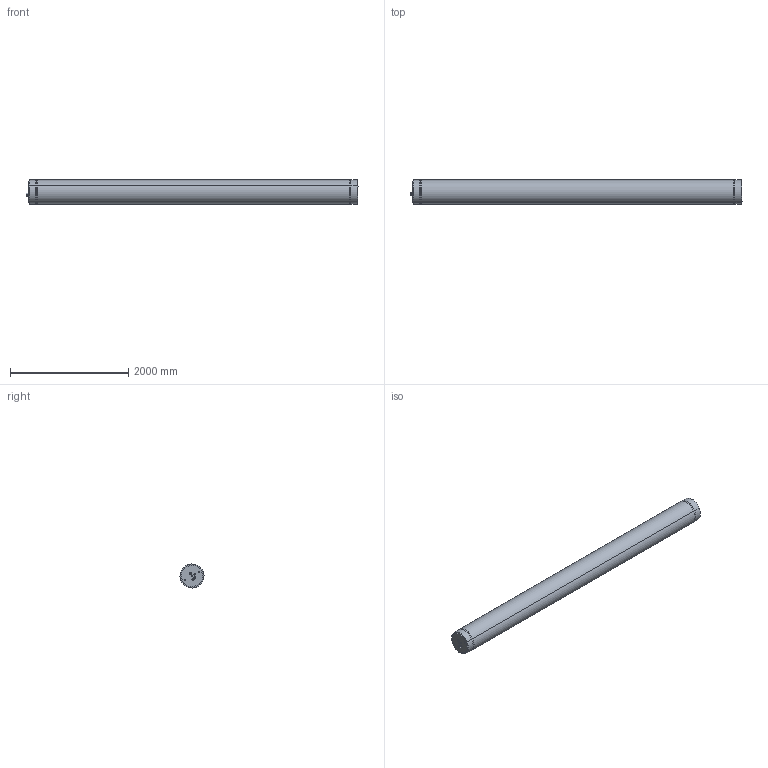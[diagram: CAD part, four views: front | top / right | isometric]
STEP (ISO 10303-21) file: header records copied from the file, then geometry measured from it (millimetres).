
FILE_DESCRIPTION (( 'STEP AP203' ), '1' );
FILE_NAME ('EHP5000-250-350CSKCDTP.STEP', '2022-01-17T08:53:32', ( '' ), ( '' ), 'SwSTEP 2.0', 'SolidWorks 2017', '' );
FILE_SCHEMA (( 'CONFIG_CONTROL_DESIGN' ));
Length unit declared in the file: millimetre
Products named in the file (1): EHP5000-250-350CSKCDTP
Bounding box: 5604 x 406.19 x 406.19 mm (x, y, z)
Surface area: 7416273 mm2 (no closed solid volume)
Topology: 0 solids, 18 shells, 119 faces, 371 edges, 263 vertices
Faces by surface type: cylinder 59, plane 30, torus 20, cone 10
Entity records: 4279 total; most frequent: DIRECTION 819, CARTESIAN_POINT 754, ORIENTED_EDGE 578, EDGE_CURVE 371, AXIS2_PLACEMENT_3D 328, VERTEX_POINT 263, CIRCLE 208, VECTOR 163
